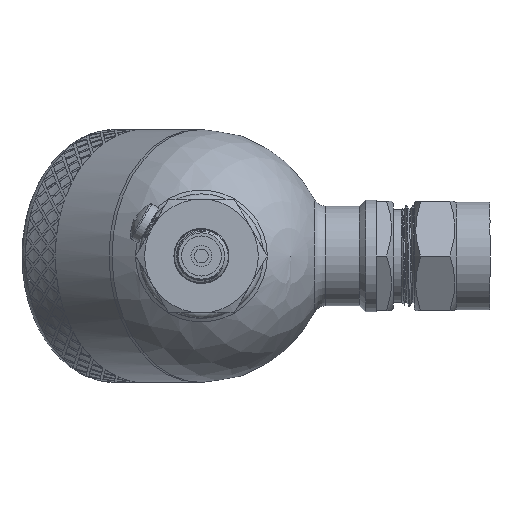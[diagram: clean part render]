
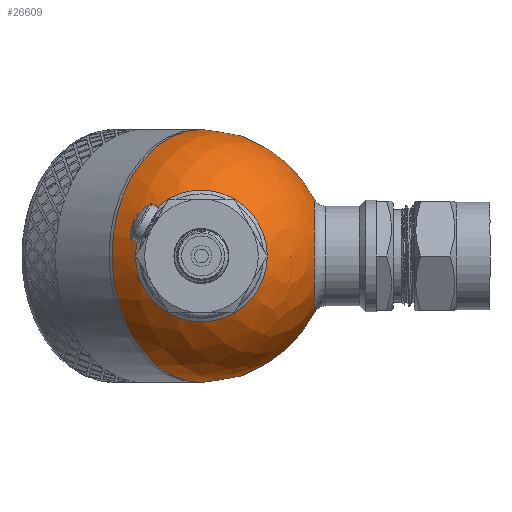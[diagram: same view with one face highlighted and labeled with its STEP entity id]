
A CAD part, left-side view. The second image highlights one B-rep face of the part: STEP entity #26609.
In plain terms, the highlighted spherical face has radius 30 mm.
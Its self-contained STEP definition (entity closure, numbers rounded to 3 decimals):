
#43=SPHERICAL_SURFACE('',#27715,30.);
#329=FACE_BOUND('',#5013,.T.);
#330=FACE_BOUND('',#5014,.T.);
#3165=FACE_OUTER_BOUND('',#5012,.T.);
#5012=EDGE_LOOP('',(#24156,#24157,#24158,#24159));
#5013=EDGE_LOOP('',(#24160));
#5014=EDGE_LOOP('',(#24161));
#5502=CIRCLE('',#27712,15.643);
#5505=CIRCLE('',#27716,30.);
#5506=CIRCLE('',#27717,30.);
#5507=CIRCLE('',#27718,30.);
#5508=CIRCLE('',#27719,13.5);
#12427=VERTEX_POINT('',#64956);
#12429=VERTEX_POINT('',#64962);
#12430=VERTEX_POINT('',#64963);
#12431=VERTEX_POINT('',#64965);
#12432=VERTEX_POINT('',#64968);
#16371=EDGE_CURVE('',#12427,#12427,#5502,.T.);
#16374=EDGE_CURVE('',#12429,#12430,#5505,.T.);
#16375=EDGE_CURVE('',#12429,#12431,#5506,.T.);
#16376=EDGE_CURVE('',#12430,#12429,#5507,.T.);
#16377=EDGE_CURVE('',#12432,#12432,#5508,.T.);
#24156=ORIENTED_EDGE('',*,*,#16374,.F.);
#24157=ORIENTED_EDGE('',*,*,#16375,.T.);
#24158=ORIENTED_EDGE('',*,*,#16375,.F.);
#24159=ORIENTED_EDGE('',*,*,#16376,.F.);
#24160=ORIENTED_EDGE('',*,*,#16371,.F.);
#24161=ORIENTED_EDGE('',*,*,#16377,.F.);
#26609=ADVANCED_FACE('',(#3165,#329,#330),#43,.T.);
#27712=AXIS2_PLACEMENT_3D('',#64957,#30453,#30454);
#27715=AXIS2_PLACEMENT_3D('',#64961,#30459,#30460);
#27716=AXIS2_PLACEMENT_3D('',#64964,#30461,#30462);
#27717=AXIS2_PLACEMENT_3D('',#64966,#30463,#30464);
#27718=AXIS2_PLACEMENT_3D('',#64967,#30465,#30466);
#27719=AXIS2_PLACEMENT_3D('',#64969,#30467,#30468);
#30453=DIRECTION('center_axis',(-0.707,0.,0.707));
#30454=DIRECTION('ref_axis',(0.707,0.,0.707));
#30459=DIRECTION('center_axis',(1.,0.,0.));
#30460=DIRECTION('ref_axis',(0.,-1.,0.));
#30461=DIRECTION('center_axis',(1.,0.,0.));
#30462=DIRECTION('ref_axis',(0.,1.,0.));
#30463=DIRECTION('center_axis',(0.,0.,1.));
#30464=DIRECTION('ref_axis',(0.,1.,0.));
#30465=DIRECTION('center_axis',(1.,0.,0.));
#30466=DIRECTION('ref_axis',(0.,1.,0.));
#30467=DIRECTION('center_axis',(-0.707,0.,-0.707));
#30468=DIRECTION('ref_axis',(-0.707,0.,0.707));
#64956=CARTESIAN_POINT('',(-29.162,0.,7.04));
#64957=CARTESIAN_POINT('Origin',(-18.101,0.,18.101));
#64961=CARTESIAN_POINT('Origin',(0.,0.,0.));
#64962=CARTESIAN_POINT('',(0.,30.,0.));
#64963=CARTESIAN_POINT('',(0.,-30.,0.));
#64964=CARTESIAN_POINT('Origin',(0.,0.,0.));
#64965=CARTESIAN_POINT('',(-30.,0.,0.));
#64966=CARTESIAN_POINT('Origin',(0.,0.,0.));
#64967=CARTESIAN_POINT('Origin',(0.,0.,0.));
#64968=CARTESIAN_POINT('',(-9.398,0.,-28.49));
#64969=CARTESIAN_POINT('Origin',(-18.944,0.,-18.944));
